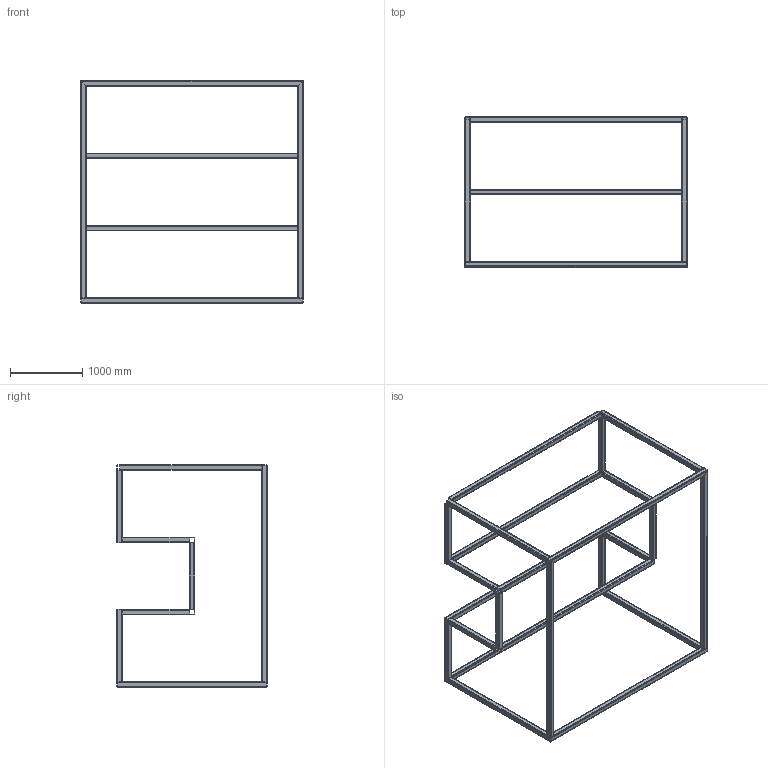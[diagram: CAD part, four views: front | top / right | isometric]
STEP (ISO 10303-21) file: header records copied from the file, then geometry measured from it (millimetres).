
FILE_DESCRIPTION (( 'STEP AP203' ), '1' );
FILE_NAME ('Solidworks_Sheet_Welded_Structural.STEP', '2025-09-13T03:39:20', ( '' ), ( '' ), 'SwSTEP 2.0', 'SolidWorks 2023', '' );
FILE_SCHEMA (( 'CONFIG_CONTROL_DESIGN' ));
Length unit declared in the file: millimetre
Products named in the file (1): Solidworks_Sheet_Welded_Structural
Bounding box: 3076.2 x 2076.2 x 3076.2 mm (x, y, z)
Volume: 78776741.4 mm3; surface area: 24905586.6 mm2
Topology: 24 solids, 24 shells, 432 faces, 1152 edges, 768 vertices
Faces by surface type: plane 240, cylinder 192
Entity records: 13507 total; most frequent: CARTESIAN_POINT 2833, ORIENTED_EDGE 2304, DIRECTION 2082, EDGE_CURVE 1152, VECTOR 768, LINE 768, VERTEX_POINT 768, AXIS2_PLACEMENT_3D 657
